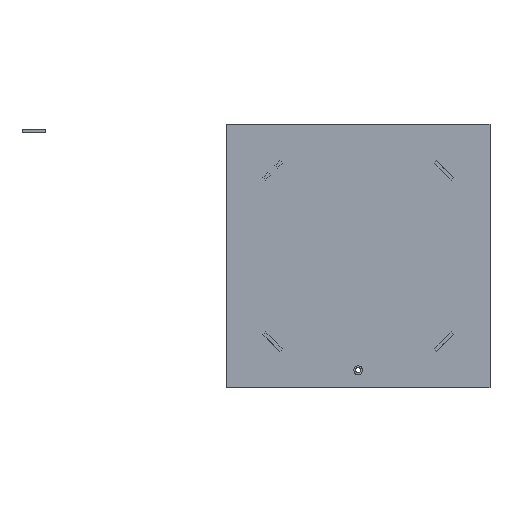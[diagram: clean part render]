
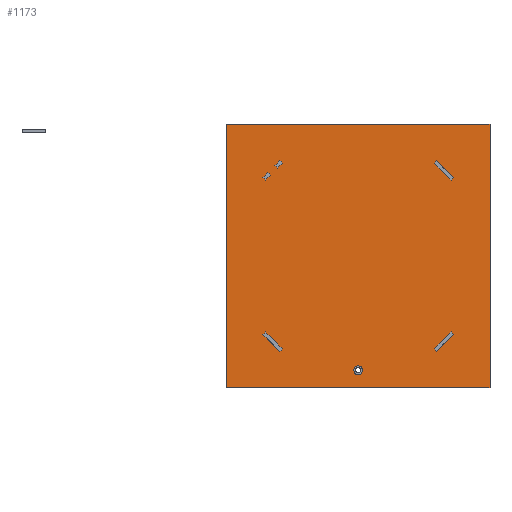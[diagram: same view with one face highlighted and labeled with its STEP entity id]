
A CAD part, top view. The second image highlights one B-rep face of the part: STEP entity #1173.
In plain terms, the highlighted planar face has unit normal (0, 0, 1).
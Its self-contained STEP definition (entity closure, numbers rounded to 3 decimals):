
#26=FACE_BOUND('',#122,.T.);
#27=FACE_BOUND('',#123,.T.);
#28=FACE_BOUND('',#124,.T.);
#32=CIRCLE('',#1264,2.5);
#49=FACE_OUTER_BOUND('',#121,.T.);
#121=EDGE_LOOP('',(#817,#818,#819,#820));
#122=EDGE_LOOP('',(#821,#822,#823,#824));
#123=EDGE_LOOP('',(#825,#826,#827,#828));
#124=EDGE_LOOP('',(#829));
#185=LINE('',#1643,#343);
#189=LINE('',#1650,#347);
#192=LINE('',#1656,#350);
#194=LINE('',#1659,#352);
#197=LINE('',#1668,#355);
#201=LINE('',#1675,#359);
#204=LINE('',#1681,#362);
#206=LINE('',#1684,#364);
#209=LINE('',#1702,#367);
#210=LINE('',#1704,#368);
#211=LINE('',#1706,#369);
#212=LINE('',#1707,#370);
#343=VECTOR('',#1331,10.);
#347=VECTOR('',#1337,10.);
#350=VECTOR('',#1342,10.);
#352=VECTOR('',#1346,10.);
#355=VECTOR('',#1353,10.);
#359=VECTOR('',#1359,10.);
#362=VECTOR('',#1364,10.);
#364=VECTOR('',#1368,10.);
#367=VECTOR('',#1389,10.);
#368=VECTOR('',#1390,10.);
#369=VECTOR('',#1391,10.);
#370=VECTOR('',#1392,10.);
#501=VERTEX_POINT('',#1640);
#502=VERTEX_POINT('',#1642);
#504=VERTEX_POINT('',#1648);
#506=VERTEX_POINT('',#1654);
#509=VERTEX_POINT('',#1665);
#510=VERTEX_POINT('',#1667);
#512=VERTEX_POINT('',#1673);
#514=VERTEX_POINT('',#1679);
#517=VERTEX_POINT('',#1693);
#519=VERTEX_POINT('',#1700);
#520=VERTEX_POINT('',#1701);
#521=VERTEX_POINT('',#1703);
#522=VERTEX_POINT('',#1705);
#607=EDGE_CURVE('',#502,#501,#185,.T.);
#611=EDGE_CURVE('',#501,#504,#189,.T.);
#614=EDGE_CURVE('',#504,#506,#192,.T.);
#616=EDGE_CURVE('',#506,#502,#194,.T.);
#619=EDGE_CURVE('',#510,#509,#197,.T.);
#623=EDGE_CURVE('',#509,#512,#201,.T.);
#626=EDGE_CURVE('',#512,#514,#204,.T.);
#628=EDGE_CURVE('',#514,#510,#206,.T.);
#632=EDGE_CURVE('',#517,#517,#32,.T.);
#635=EDGE_CURVE('',#519,#520,#209,.T.);
#636=EDGE_CURVE('',#520,#521,#210,.T.);
#637=EDGE_CURVE('',#521,#522,#211,.T.);
#638=EDGE_CURVE('',#522,#519,#212,.T.);
#817=ORIENTED_EDGE('',*,*,#635,.T.);
#818=ORIENTED_EDGE('',*,*,#636,.T.);
#819=ORIENTED_EDGE('',*,*,#637,.T.);
#820=ORIENTED_EDGE('',*,*,#638,.T.);
#821=ORIENTED_EDGE('',*,*,#607,.T.);
#822=ORIENTED_EDGE('',*,*,#611,.T.);
#823=ORIENTED_EDGE('',*,*,#614,.T.);
#824=ORIENTED_EDGE('',*,*,#616,.T.);
#825=ORIENTED_EDGE('',*,*,#619,.T.);
#826=ORIENTED_EDGE('',*,*,#623,.T.);
#827=ORIENTED_EDGE('',*,*,#626,.T.);
#828=ORIENTED_EDGE('',*,*,#628,.T.);
#829=ORIENTED_EDGE('',*,*,#632,.T.);
#1102=PLANE('',#1267);
#1173=ADVANCED_FACE('',(#49,#26,#27,#28),#1102,.T.);
#1264=AXIS2_PLACEMENT_3D('',#1694,#1380,#1381);
#1267=AXIS2_PLACEMENT_3D('',#1699,#1387,#1388);
#1331=DIRECTION('',(-0.707,-0.707,0.));
#1337=DIRECTION('',(-0.707,0.707,0.));
#1342=DIRECTION('',(0.707,0.707,0.));
#1346=DIRECTION('',(0.707,-0.707,0.));
#1353=DIRECTION('',(-0.707,0.707,0.));
#1359=DIRECTION('',(0.707,0.707,0.));
#1364=DIRECTION('',(0.707,-0.707,0.));
#1368=DIRECTION('',(-0.707,-0.707,0.));
#1380=DIRECTION('center_axis',(0.,0.,-1.));
#1381=DIRECTION('ref_axis',(-1.,0.,0.));
#1387=DIRECTION('center_axis',(0.,0.,1.));
#1388=DIRECTION('ref_axis',(1.,0.,0.));
#1389=DIRECTION('',(1.,0.,0.));
#1390=DIRECTION('',(0.,1.,0.));
#1391=DIRECTION('',(-1.,0.,0.));
#1392=DIRECTION('',(0.,-1.,0.));
#1640=CARTESIAN_POINT('',(22.172,-31.828,5.));
#1642=CARTESIAN_POINT('',(25.,-29.,5.));
#1643=CARTESIAN_POINT('',(24.586,-29.414,5.));
#1648=CARTESIAN_POINT('',(20.757,-30.414,5.));
#1650=CARTESIAN_POINT('',(45.464,-55.121,5.));
#1654=CARTESIAN_POINT('',(23.586,-27.586,5.));
#1656=CARTESIAN_POINT('',(24.586,-26.586,5.));
#1659=CARTESIAN_POINT('',(49.,-53.,5.));
#1665=CARTESIAN_POINT('',(27.586,-23.586,5.));
#1667=CARTESIAN_POINT('',(29.,-25.,5.));
#1668=CARTESIAN_POINT('',(52.293,-48.293,5.));
#1673=CARTESIAN_POINT('',(30.414,-20.757,5.));
#1675=CARTESIAN_POINT('',(28.,-23.172,5.));
#1679=CARTESIAN_POINT('',(31.828,-22.172,5.));
#1681=CARTESIAN_POINT('',(55.828,-46.172,5.));
#1684=CARTESIAN_POINT('',(28.,-26.,5.));
#1693=CARTESIAN_POINT('',(77.5,-140.,5.));
#1694=CARTESIAN_POINT('Origin',(75.,-140.,5.));
#1699=CARTESIAN_POINT('Origin',(75.,-75.,5.));
#1700=CARTESIAN_POINT('',(0.,-150.,5.));
#1701=CARTESIAN_POINT('',(150.,-150.,5.));
#1702=CARTESIAN_POINT('',(150.,-150.,5.));
#1703=CARTESIAN_POINT('',(150.,0.,5.));
#1704=CARTESIAN_POINT('',(150.,0.,5.));
#1705=CARTESIAN_POINT('',(0.,0.,5.));
#1706=CARTESIAN_POINT('',(0.,0.,5.));
#1707=CARTESIAN_POINT('',(0.,-150.,5.));
